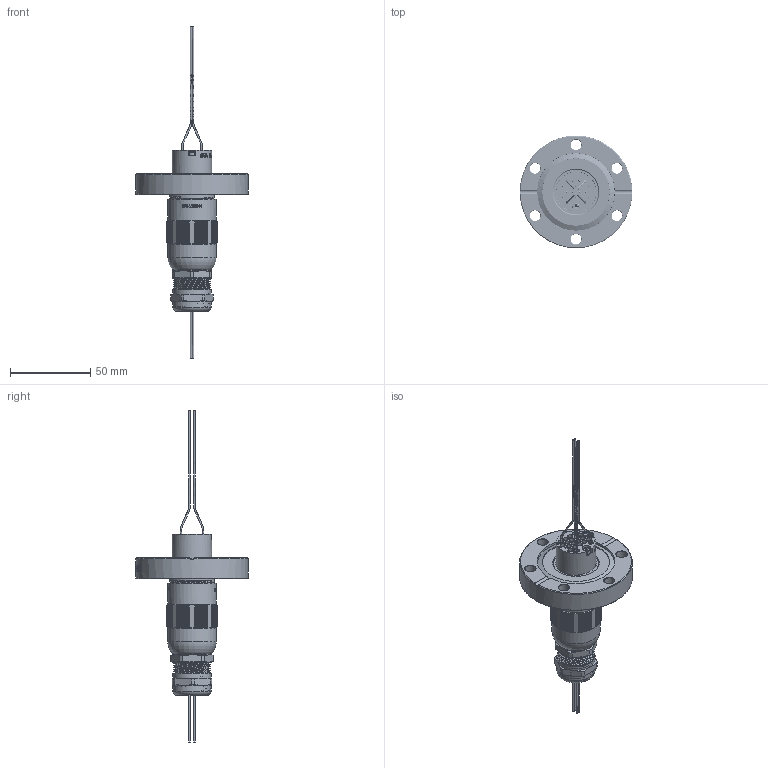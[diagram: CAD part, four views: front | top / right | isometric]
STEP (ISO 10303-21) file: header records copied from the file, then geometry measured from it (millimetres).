
FILE_DESCRIPTION (( 'STEP AP214' ), '1' );
FILE_NAME ('外发模型(带插头+护线筒)-S-CF40-2010.STEP', '2024-08-20T07:13:18', ( '' ), ( '' ), 'SwSTEP 2.0', 'SolidWorks 2020', '' );
FILE_SCHEMA (( 'AUTOMOTIVE_DESIGN' ));
Length unit declared in the file: millimetre
Products named in the file (22): 誘盄芠蹟簽-LT14-PG16; 萇盄蝶々-0.3-2010; 俋楷耀倰-XF-20P10-AIR-PPS; M3-16-4 - 坋趼芛; 誘盄芠俋褲-CPC-M28D14; 外发模型(带插头+护线筒)-S-CF40-2010; 俋楷耀倰-Z-TE-170362-2010+萇盄-0.3; 誘盄芠-CPC-M28D14; 囀郋躇猾杶 10-14; 俋楷-TE-170362; NDL-D10L180; 俋楷耀倰-Z-XF-20P10-TE-AIR-PPS; FL-CF40-D28; 俋楷耀倰-XF-20P10-VAC-PPS; 俋楷耀倰-Z-S-D28-2010-L70-L80; 誘盄芠囀郋-FTL14-M20NX; 俋楷耀倰-Z-XF-20P10-TE-VAC-PPS; 俋楷耀倰-S-D28-2010-L70-L80; 俋楷耀倰-FL-S-D28-2010-L70-L80; 萇盄-0.3-2010; 囀郋彶踡蛈 10-14; 萇盄囀郋-0.3-2010
Assembly tree (48 placements, depth 6):
  外发模型(带插头+护线筒)-S-CF40-2010
    FL-CF40-D28
    俋楷耀倰-Z-S-D28-2010-L70-L80
      俋楷耀倰-S-D28-2010-L70-L80
        俋楷耀倰-FL-S-D28-2010-L70-L80
        NDL-D10L180  x20
      俋楷耀倰-Z-XF-20P10-TE-VAC-PPS
        俋楷耀倰-XF-20P10-VAC-PPS
        M3-16-4 - 坋趼芛
        俋楷耀倰-Z-TE-170362-2010+萇盄-0.3  x4
          俋楷-TE-170362
          萇盄-0.3-2010
            萇盄囀郋-0.3-2010
            萇盄蝶々-0.3-2010
      俋楷耀倰-Z-XF-20P10-TE-AIR-PPS
        俋楷耀倰-XF-20P10-AIR-PPS
        M3-16-4 - 坋趼芛
        俋楷耀倰-Z-TE-170362-2010+萇盄-0.3  x4
          俋楷-TE-170362
          萇盄-0.3-2010
            萇盄囀郋-0.3-2010
            萇盄蝶々-0.3-2010
      誘盄芠-CPC-M28D14
        誘盄芠俋褲-CPC-M28D14
        誘盄芠囀郋-FTL14-M20NX
          誘盄芠蹟簽-LT14-PG16
          囀郋躇猾杶 10-14
          囀郋彶踡蛈 10-14
Bounding box: 70 x 70 x 206.4 mm (x, y, z)
Volume: 72813.4 mm3; surface area: 56313.2 mm2
Topology: 54 solids, 54 shells, 1880 faces, 5119 edges, 3555 vertices
Faces by surface type: plane 939, cylinder 463, bspline 350, cone 82, torus 46
Full cylindrical faces by diameter (mm): 0.65 x8, 0.96 x8, 1 x40, 1.4 x8, 1.8 x50, 2.5 x16, 3.2 x40, 3.5 x2, 4.5 x2, 6.6 x6, 14.2 x2, 14.5 x1, 17.4 x2, 19.2 x1, 19.3 x1, 19.7 x1, 20 x1, 23.7 x3, 24.5 x2, 26.5 x1, 28 x4, 28.5 x1, 30 x2, 48.3 x1, 70 x1
Entity records: 57090 total; most frequent: CARTESIAN_POINT 30656, ORIENTED_EDGE 5940, DIRECTION 3947, EDGE_CURVE 2970, VERTEX_POINT 2367, AXIS2_PLACEMENT_3D 1540, EDGE_LOOP 1509, B_SPLINE_CURVE_WITH_KNOTS 1503
